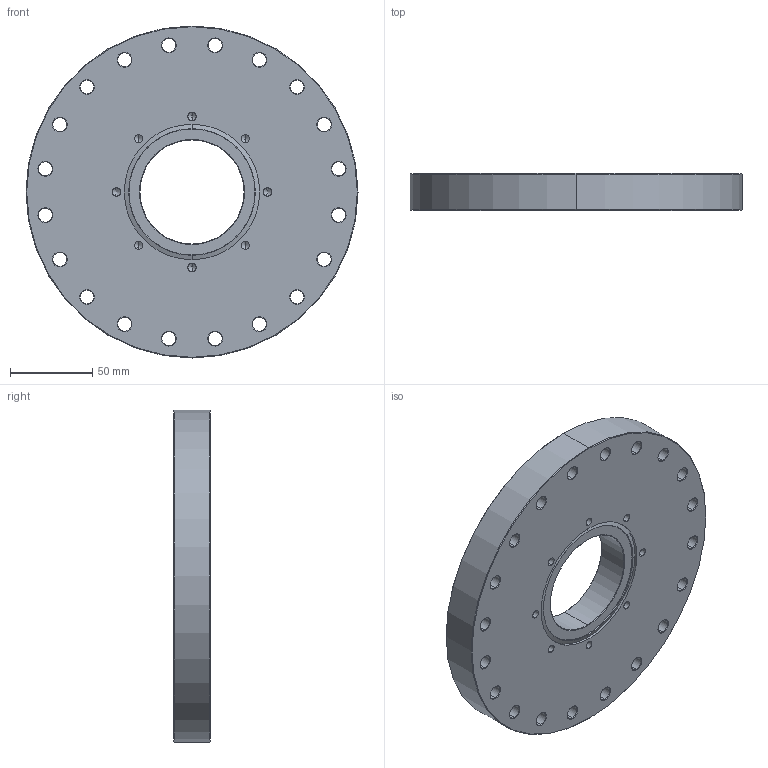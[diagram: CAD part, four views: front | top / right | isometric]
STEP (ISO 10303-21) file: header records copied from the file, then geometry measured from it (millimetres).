
FILE_DESCRIPTION (( 'STEP AP214' ), '1' );
FILE_NAME ('Hositrad_CFA150-64D.STEP', '2013-04-17T09:59:27', ( '' ), ( '' ), 'SwSTEP 2.0', 'SolidWorks 2013', '' );
FILE_SCHEMA (( 'AUTOMOTIVE_DESIGN' ));
Length unit declared in the file: millimetre
Products named in the file (1): Hositrad_CFA150-64D
Bounding box: 202.4 x 22.3 x 202.4 mm (x, y, z)
Volume: 593437 mm3; surface area: 88670.2 mm2
Topology: 1 solids, 1 shells, 180 faces, 416 edges, 232 vertices
Faces by surface type: cone 112, cylinder 64, plane 4
Entity records: 5250 total; most frequent: DIRECTION 986, CARTESIAN_POINT 813, ORIENTED_EDGE 800, AXIS2_PLACEMENT_3D 405, EDGE_CURVE 400, VERTEX_POINT 232, EDGE_LOOP 232, CIRCLE 224
